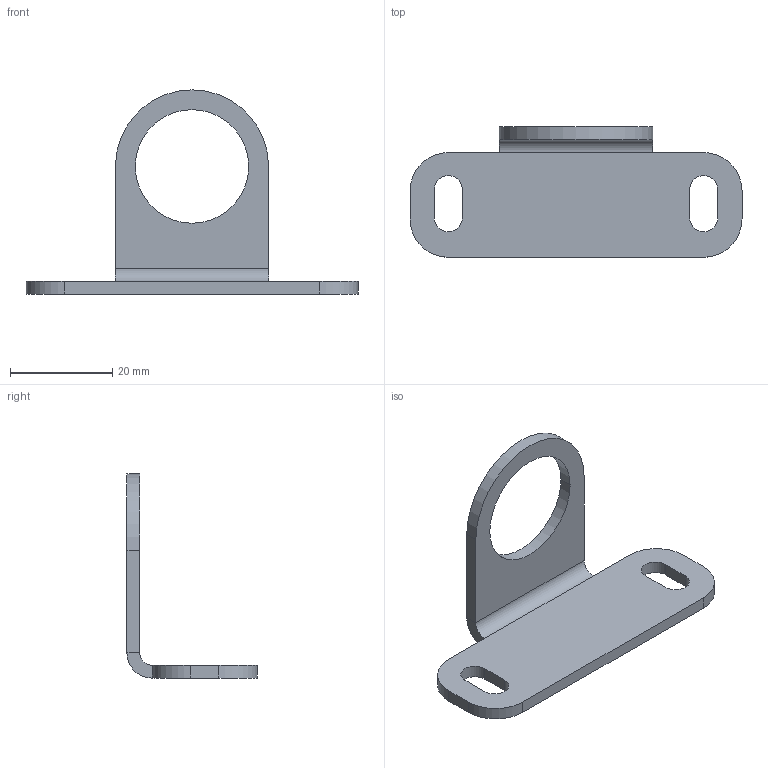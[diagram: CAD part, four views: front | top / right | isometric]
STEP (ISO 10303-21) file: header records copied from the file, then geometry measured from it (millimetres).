
FILE_DESCRIPTION((''),'2;1');
FILE_NAME('214559','2021-03-03T12:46:00',('iokafor'),('BANNER ENGINEERING CORP.'),'CREO PARAMETRIC BY PTC INC, 2019292','CREO PARAMETRIC BY PTC INC, 2019292','');
FILE_SCHEMA(('CONFIG_CONTROL_DESIGN'));
Length unit declared in the file: millimetre
Products named in the file (1): 214559
Bounding box: 65 x 25.5 x 40 mm (x, y, z)
Volume: 4796 mm3; surface area: 4720.3 mm2
Topology: 1 solids, 1 shells, 30 faces, 76 edges, 48 vertices
Faces by surface type: plane 17, cylinder 13
Entity records: 952 total; most frequent: DIRECTION 162, CARTESIAN_POINT 154, ORIENTED_EDGE 152, EDGE_CURVE 76, AXIS2_PLACEMENT_3D 56, VECTOR 50, LINE 50, VERTEX_POINT 48
